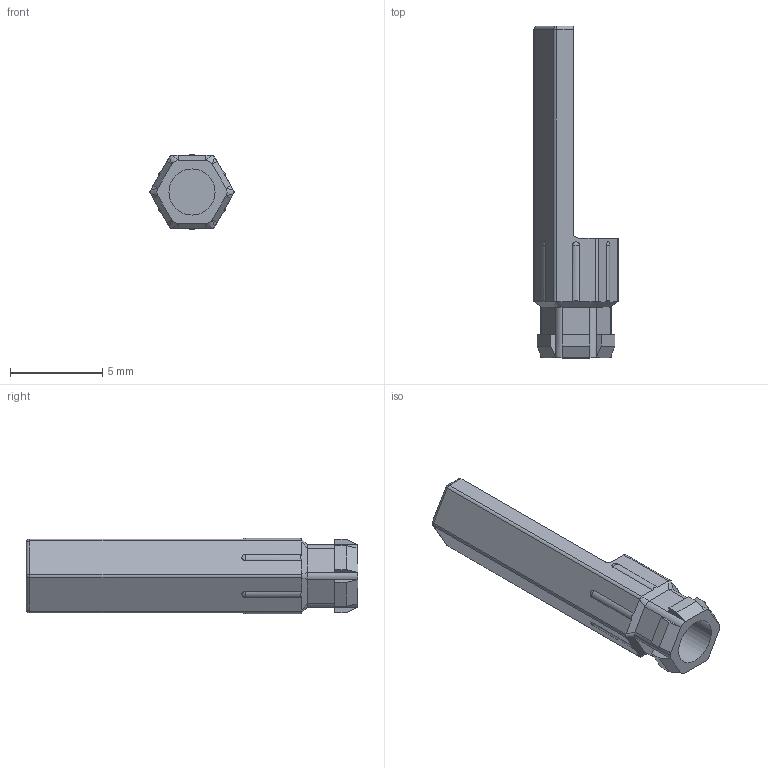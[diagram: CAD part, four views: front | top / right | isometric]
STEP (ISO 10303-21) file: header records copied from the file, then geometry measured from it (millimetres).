
FILE_DESCRIPTION((''),'2;1');
FILE_NAME('CODE-Q5','2022-05-20T',('cc.ye'),(''),'PRO/ENGINEER BY PARAMETRIC TECHNOLOGY CORPORATION, 2010280','PRO/ENGINEER BY PARAMETRIC TECHNOLOGY CORPORATION, 2010280','');
FILE_SCHEMA(('AUTOMOTIVE_DESIGN { 1 0 10303 214 1 1 1 1 }'));
Length unit declared in the file: millimetre
Products named in the file (1): CODE-Q5
Bounding box: 4.56 x 18 x 4.1 mm (x, y, z)
Volume: 105.2 mm3; surface area: 299.5 mm2
Topology: 1 solids, 1 shells, 100 faces, 238 edges, 141 vertices
Faces by surface type: plane 59, cylinder 26, sphere 9, cone 6
Entity records: 3653 total; most frequent: CARTESIAN_POINT 588, ORIENTED_EDGE 476, DIRECTION 456, PRESENTATION_STYLE_ASSIGNMENT 239, STYLED_ITEM 239, CURVE_STYLE 238, EDGE_CURVE 238, VECTOR 176
